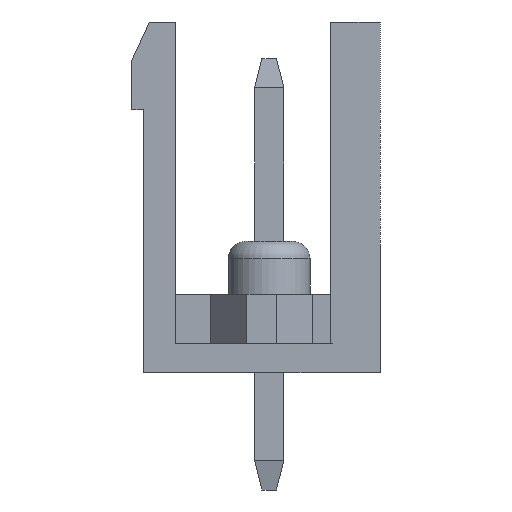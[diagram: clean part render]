
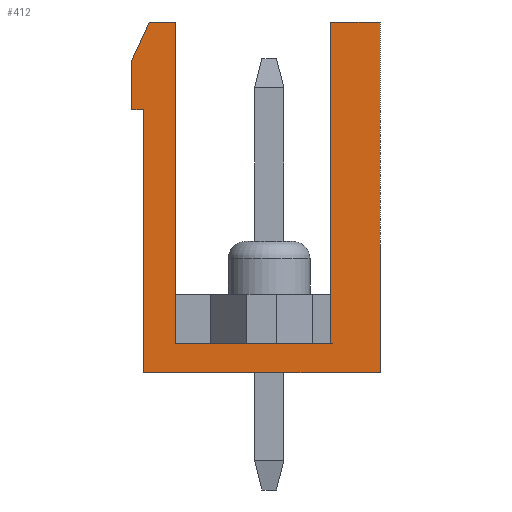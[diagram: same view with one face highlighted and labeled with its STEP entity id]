
A CAD part, left-side view. The second image highlights one B-rep face of the part: STEP entity #412.
In plain terms, the highlighted planar face has unit normal (-1, 0, 0).
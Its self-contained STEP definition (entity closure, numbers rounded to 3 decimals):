
#412 = ADVANCED_FACE( '', ( #1010 ), #1011, .T. );
#1010 = FACE_OUTER_BOUND( '', #1844, .T. );
#1011 = PLANE( '', #1845 );
#1844 = EDGE_LOOP( '', ( #2753, #2754, #2755, #2756, #2757, #2758, #2759, #2760, #2761, #2762, #2763 ) );
#1845 = AXIS2_PLACEMENT_3D( '', #2764, #2765, #2766 );
#2753 = ORIENTED_EDGE( '', *, *, #5241, .T. );
#2754 = ORIENTED_EDGE( '', *, *, #5242, .T. );
#2755 = ORIENTED_EDGE( '', *, *, #5243, .T. );
#2756 = ORIENTED_EDGE( '', *, *, #5244, .T. );
#2757 = ORIENTED_EDGE( '', *, *, #5245, .F. );
#2758 = ORIENTED_EDGE( '', *, *, #5246, .T. );
#2759 = ORIENTED_EDGE( '', *, *, #5247, .T. );
#2760 = ORIENTED_EDGE( '', *, *, #5248, .T. );
#2761 = ORIENTED_EDGE( '', *, *, #5158, .T. );
#2762 = ORIENTED_EDGE( '', *, *, #5249, .F. );
#2763 = ORIENTED_EDGE( '', *, *, #5250, .F. );
#2764 = CARTESIAN_POINT( '', ( -17.5, 0., 0. ) );
#2765 = DIRECTION( '', ( -1., 0., 0. ) );
#2766 = DIRECTION( '', ( 0., 0., 1. ) );
#5158 = EDGE_CURVE( '', #6163, #6164, #6165, .T. );
#5241 = EDGE_CURVE( '', #6315, #6316, #6317, .T. );
#5242 = EDGE_CURVE( '', #6316, #6318, #6319, .T. );
#5243 = EDGE_CURVE( '', #6318, #6320, #6321, .F. );
#5244 = EDGE_CURVE( '', #6320, #6322, #6323, .T. );
#5245 = EDGE_CURVE( '', #6324, #6322, #6325, .T. );
#5246 = EDGE_CURVE( '', #6324, #6326, #6327, .T. );
#5247 = EDGE_CURVE( '', #6326, #6328, #6329, .T. );
#5248 = EDGE_CURVE( '', #6328, #6163, #6330, .T. );
#5249 = EDGE_CURVE( '', #6331, #6164, #6332, .T. );
#5250 = EDGE_CURVE( '', #6315, #6331, #6333, .T. );
#6163 = VERTEX_POINT( '', #7659 );
#6164 = VERTEX_POINT( '', #7660 );
#6165 = LINE( '', #7661, #7662 );
#6315 = VERTEX_POINT( '', #7870 );
#6316 = VERTEX_POINT( '', #7871 );
#6317 = LINE( '', #7872, #7873 );
#6318 = VERTEX_POINT( '', #7874 );
#6319 = LINE( '', #7875, #7876 );
#6320 = VERTEX_POINT( '', #7877 );
#6321 = LINE( '', #7878, #7879 );
#6322 = VERTEX_POINT( '', #7880 );
#6323 = LINE( '', #7881, #7882 );
#6324 = VERTEX_POINT( '', #7883 );
#6325 = LINE( '', #7884, #7885 );
#6326 = VERTEX_POINT( '', #7886 );
#6327 = LINE( '', #7887, #7888 );
#6328 = VERTEX_POINT( '', #7889 );
#6329 = LINE( '', #7890, #7891 );
#6330 = LINE( '', #7892, #7893 );
#6331 = VERTEX_POINT( '', #7894 );
#6332 = LINE( '', #7895, #7896 );
#6333 = LINE( '', #7897, #7898 );
#7659 = CARTESIAN_POINT( '', ( -17.5, -4.25, 6. ) );
#7660 = CARTESIAN_POINT( '', ( -17.5, -2.55, 6. ) );
#7661 = CARTESIAN_POINT( '', ( -17.5, -4.25, 6. ) );
#7662 = VECTOR( '', #9829, 1000. );
#7870 = CARTESIAN_POINT( '', ( -17.5, 2.75, -5. ) );
#7871 = CARTESIAN_POINT( '', ( -17.5, 2.75, 6. ) );
#7872 = CARTESIAN_POINT( '', ( -17.5, 2.75, -5. ) );
#7873 = VECTOR( '', #9921, 1000. );
#7874 = CARTESIAN_POINT( '', ( -17.5, 3.65, 6. ) );
#7875 = CARTESIAN_POINT( '', ( -17.5, -4.25, 6. ) );
#7876 = VECTOR( '', #9922, 1000. );
#7877 = CARTESIAN_POINT( '', ( -17.5, 4.25, 4.7 ) );
#7878 = CARTESIAN_POINT( '', ( -17.5, 5.292, 2.442 ) );
#7879 = VECTOR( '', #9923, 1000. );
#7880 = CARTESIAN_POINT( '', ( -17.5, 4.25, 3. ) );
#7881 = CARTESIAN_POINT( '', ( -17.5, 4.25, 6. ) );
#7882 = VECTOR( '', #9924, 1000. );
#7883 = CARTESIAN_POINT( '', ( -17.5, 3.85, 3. ) );
#7884 = CARTESIAN_POINT( '', ( -17.5, 3.85, 3. ) );
#7885 = VECTOR( '', #9925, 1000. );
#7886 = CARTESIAN_POINT( '', ( -17.5, 3.85, -6. ) );
#7887 = CARTESIAN_POINT( '', ( -17.5, 3.85, 3. ) );
#7888 = VECTOR( '', #9926, 1000. );
#7889 = CARTESIAN_POINT( '', ( -17.5, -4.25, -6. ) );
#7890 = CARTESIAN_POINT( '', ( -17.5, 4.25, -6. ) );
#7891 = VECTOR( '', #9927, 1000. );
#7892 = CARTESIAN_POINT( '', ( -17.5, -4.25, -6. ) );
#7893 = VECTOR( '', #9928, 1000. );
#7894 = CARTESIAN_POINT( '', ( -17.5, -2.55, -5. ) );
#7895 = CARTESIAN_POINT( '', ( -17.5, -2.55, -5. ) );
#7896 = VECTOR( '', #9929, 1000. );
#7897 = CARTESIAN_POINT( '', ( -17.5, 2.75, -5. ) );
#7898 = VECTOR( '', #9930, 1000. );
#9829 = DIRECTION( '', ( 0., 1., 0. ) );
#9921 = DIRECTION( '', ( 0., 0., 1. ) );
#9922 = DIRECTION( '', ( 0., 1., 0. ) );
#9923 = DIRECTION( '', ( 0., -0.419, 0.908 ) );
#9924 = DIRECTION( '', ( 0., 0., -1. ) );
#9925 = DIRECTION( '', ( 0., 1., 0. ) );
#9926 = DIRECTION( '', ( 0., 0., -1. ) );
#9927 = DIRECTION( '', ( 0., -1., 0. ) );
#9928 = DIRECTION( '', ( 0., 0., 1. ) );
#9929 = DIRECTION( '', ( 0., 0., 1. ) );
#9930 = DIRECTION( '', ( 0., -1., 0. ) );
